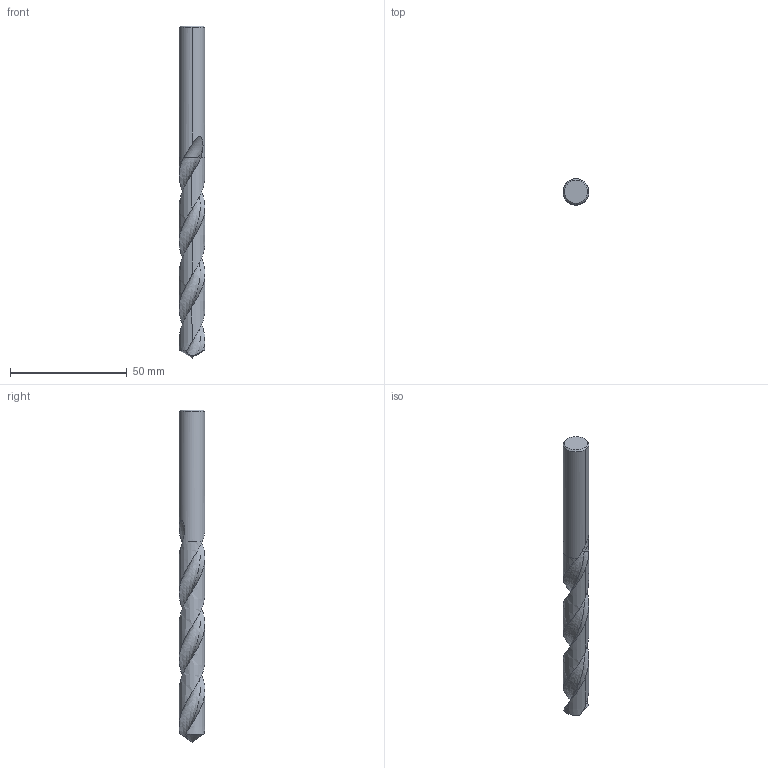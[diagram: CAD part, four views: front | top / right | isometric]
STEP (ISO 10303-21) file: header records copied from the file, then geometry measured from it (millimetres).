
FILE_DESCRIPTION(('no description'),'unknown implementation level');
FILE_NAME('solidm4mTPR1b8yERVpPJmTZ7q2zXAOw_1.STP',' ',('CIMSOURCE GmbH'),('CADClick - KiM GmbH - www.kimweb.de'),'unknown preprocess','ACIS','unknown authorization');
FILE_SCHEMA(('automotive_design'));
Length unit declared in the file: millimetre
Products named in the file (2): 1; 2
Bounding box: 11.1 x 11.1 x 142 mm (x, y, z)
Volume: 9974.9 mm3; surface area: 5444 mm2
Topology: 2 solids, 2 shells, 42 faces, 115 edges, 75 vertices
Faces by surface type: cone 12, cylinder 10, plane 8, revolution 8, bspline 4
Entity records: 8885 total; most frequent: CARTESIAN_POINT 6599, STYLED_ITEM 232, PRESENTATION_STYLE_ASSIGNMENT 232, COLOUR_RGB 232, ORIENTED_EDGE 226, DIRECTION 159, EDGE_CURVE 113, CURVE_STYLE 113
